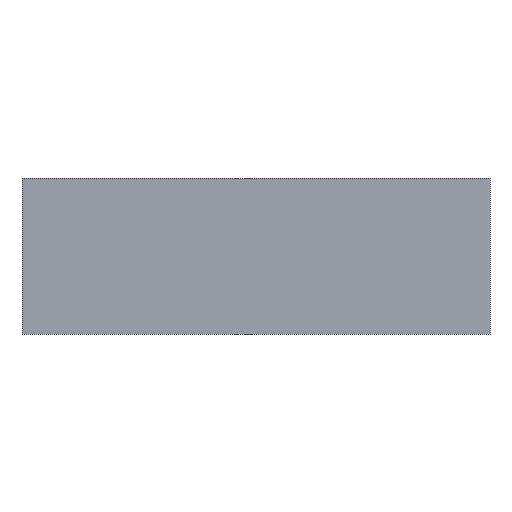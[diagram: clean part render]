
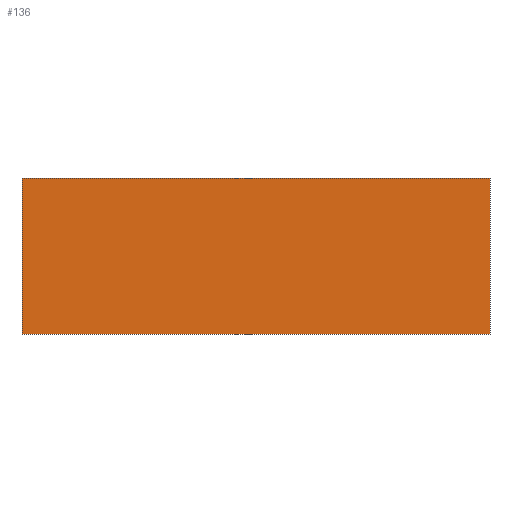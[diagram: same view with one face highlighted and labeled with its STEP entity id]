
A CAD part, front view. The second image highlights one B-rep face of the part: STEP entity #136.
In plain terms, the highlighted planar face has unit normal (0, -1, 0).
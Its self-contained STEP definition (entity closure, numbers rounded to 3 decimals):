
#2 = EDGE_CURVE ( 'NONE', #199, #52, #48, .T. ) ;
#4 = ORIENTED_EDGE ( 'NONE', *, *, #115, .F. ) ;
#6 = VERTEX_POINT ( 'NONE', #13 ) ;
#12 = VECTOR ( 'NONE', #172, 1000. ) ;
#13 = CARTESIAN_POINT ( 'NONE',  ( 30., 0., 0. ) ) ;
#21 = LINE ( 'NONE', #79, #74 ) ;
#28 = PLANE ( 'NONE',  #147 ) ;
#32 = DIRECTION ( 'NONE',  ( 1., 0., 0. ) ) ;
#34 = EDGE_CURVE ( 'NONE', #35, #6, #162, .T. ) ;
#35 = VERTEX_POINT ( 'NONE', #216 ) ;
#43 = FACE_OUTER_BOUND ( 'NONE', #116, .T. ) ;
#46 = ORIENTED_EDGE ( 'NONE', *, *, #176, .F. ) ;
#48 = LINE ( 'NONE', #214, #93 ) ;
#52 = VERTEX_POINT ( 'NONE', #117 ) ;
#74 = VECTOR ( 'NONE', #122, 1000. ) ;
#79 = CARTESIAN_POINT ( 'NONE',  ( 30., 0., 0. ) ) ;
#80 = DIRECTION ( 'NONE',  ( 0., 1., 0. ) ) ;
#82 = CARTESIAN_POINT ( 'NONE',  ( 0., 0., 0. ) ) ;
#83 = ORIENTED_EDGE ( 'NONE', *, *, #2, .F. ) ;
#93 = VECTOR ( 'NONE', #158, 1000. ) ;
#115 = EDGE_CURVE ( 'NONE', #6, #199, #21, .T. ) ;
#116 = EDGE_LOOP ( 'NONE', ( #46, #83, #4, #128 ) ) ;
#117 = CARTESIAN_POINT ( 'NONE',  ( 0., 0., 10. ) ) ;
#122 = DIRECTION ( 'NONE',  ( -1., 0., 0. ) ) ;
#128 = ORIENTED_EDGE ( 'NONE', *, *, #34, .F. ) ;
#135 = DIRECTION ( 'NONE',  ( 0., 0., -1. ) ) ;
#136 = ADVANCED_FACE ( 'NONE', ( #43 ), #28, .F. ) ;
#139 = CARTESIAN_POINT ( 'NONE',  ( 0., 0., 0. ) ) ;
#147 = AXIS2_PLACEMENT_3D ( 'NONE', #139, #80, #32 ) ;
#155 = CARTESIAN_POINT ( 'NONE',  ( 30., 0., 10. ) ) ;
#158 = DIRECTION ( 'NONE',  ( 0., 0., 1. ) ) ;
#162 = LINE ( 'NONE', #155, #188 ) ;
#171 = CARTESIAN_POINT ( 'NONE',  ( 0., 0., 10. ) ) ;
#172 = DIRECTION ( 'NONE',  ( 1., 0., 0. ) ) ;
#176 = EDGE_CURVE ( 'NONE', #52, #35, #180, .T. ) ;
#180 = LINE ( 'NONE', #171, #12 ) ;
#188 = VECTOR ( 'NONE', #135, 1000. ) ;
#199 = VERTEX_POINT ( 'NONE', #82 ) ;
#214 = CARTESIAN_POINT ( 'NONE',  ( 0., 0., 0. ) ) ;
#216 = CARTESIAN_POINT ( 'NONE',  ( 30., 0., 10. ) ) ;
